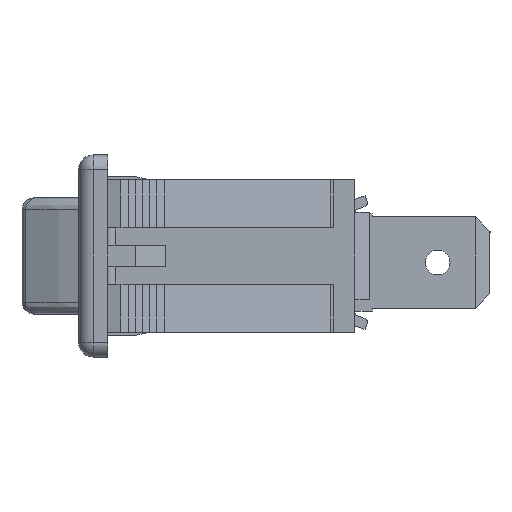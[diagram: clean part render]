
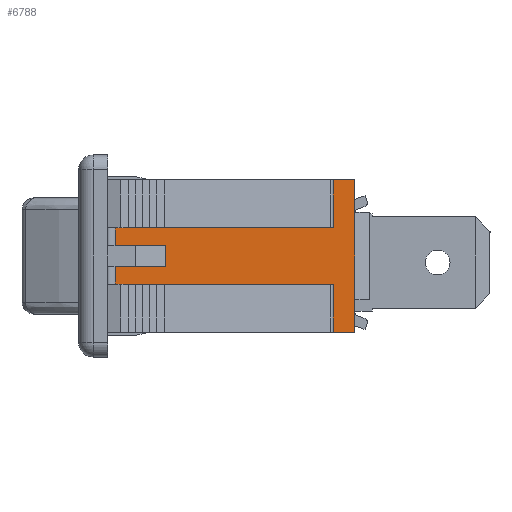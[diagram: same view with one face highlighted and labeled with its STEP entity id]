
A CAD part, left-side view. The second image highlights one B-rep face of the part: STEP entity #6788.
In plain terms, the highlighted planar face has unit normal (-1, 0, 0).
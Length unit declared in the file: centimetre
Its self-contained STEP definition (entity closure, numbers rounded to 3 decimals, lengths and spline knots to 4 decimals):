
#339=FACE_OUTER_BOUND('',#714,.T.);
#714=EDGE_LOOP('',(#4922,#4923,#4924,#4925,#4926,#4927,#4928,#4929,#4930,
#4931,#4932,#4933,#4934,#4935,#4936,#4937));
#1210=LINE('',#9846,#2079);
#1290=LINE('',#10042,#2159);
#1291=LINE('',#10044,#2160);
#1292=LINE('',#10046,#2161);
#1293=LINE('',#10048,#2162);
#1294=LINE('',#10050,#2163);
#1295=LINE('',#10052,#2164);
#1296=LINE('',#10054,#2165);
#1297=LINE('',#10056,#2166);
#1298=LINE('',#10057,#2167);
#1299=LINE('',#10059,#2168);
#1300=LINE('',#10061,#2169);
#1301=LINE('',#10063,#2170);
#1302=LINE('',#10065,#2171);
#1303=LINE('',#10067,#2172);
#1304=LINE('',#10068,#2173);
#2079=VECTOR('',#7975,100.);
#2159=VECTOR('',#8111,100.);
#2160=VECTOR('',#8112,100.);
#2161=VECTOR('',#8113,100.);
#2162=VECTOR('',#8114,100.);
#2163=VECTOR('',#8115,100.);
#2164=VECTOR('',#8116,100.);
#2165=VECTOR('',#8117,100.);
#2166=VECTOR('',#8118,100.);
#2167=VECTOR('',#8119,100.);
#2168=VECTOR('',#8120,100.);
#2169=VECTOR('',#8121,100.);
#2170=VECTOR('',#8122,100.);
#2171=VECTOR('',#8123,100.);
#2172=VECTOR('',#8124,100.);
#2173=VECTOR('',#8125,100.);
#2899=VERTEX_POINT('',#9844);
#2900=VERTEX_POINT('',#9845);
#2971=VERTEX_POINT('',#10040);
#2972=VERTEX_POINT('',#10041);
#2973=VERTEX_POINT('',#10043);
#2974=VERTEX_POINT('',#10045);
#2975=VERTEX_POINT('',#10047);
#2976=VERTEX_POINT('',#10049);
#2977=VERTEX_POINT('',#10051);
#2978=VERTEX_POINT('',#10053);
#2979=VERTEX_POINT('',#10055);
#2980=VERTEX_POINT('',#10058);
#2981=VERTEX_POINT('',#10060);
#2982=VERTEX_POINT('',#10062);
#2983=VERTEX_POINT('',#10064);
#2984=VERTEX_POINT('',#10066);
#3615=EDGE_CURVE('',#2899,#2900,#1210,.T.);
#3706=EDGE_CURVE('',#2971,#2972,#1290,.T.);
#3707=EDGE_CURVE('',#2972,#2973,#1291,.T.);
#3708=EDGE_CURVE('',#2974,#2973,#1292,.T.);
#3709=EDGE_CURVE('',#2974,#2975,#1293,.T.);
#3710=EDGE_CURVE('',#2975,#2976,#1294,.T.);
#3711=EDGE_CURVE('',#2977,#2976,#1295,.T.);
#3712=EDGE_CURVE('',#2978,#2977,#1296,.T.);
#3713=EDGE_CURVE('',#2978,#2979,#1297,.T.);
#3714=EDGE_CURVE('',#2979,#2900,#1298,.T.);
#3715=EDGE_CURVE('',#2980,#2899,#1299,.T.);
#3716=EDGE_CURVE('',#2980,#2981,#1300,.T.);
#3717=EDGE_CURVE('',#2981,#2982,#1301,.T.);
#3718=EDGE_CURVE('',#2983,#2982,#1302,.T.);
#3719=EDGE_CURVE('',#2984,#2983,#1303,.T.);
#3720=EDGE_CURVE('',#2984,#2971,#1304,.T.);
#4922=ORIENTED_EDGE('',*,*,#3706,.T.);
#4923=ORIENTED_EDGE('',*,*,#3707,.T.);
#4924=ORIENTED_EDGE('',*,*,#3708,.F.);
#4925=ORIENTED_EDGE('',*,*,#3709,.T.);
#4926=ORIENTED_EDGE('',*,*,#3710,.T.);
#4927=ORIENTED_EDGE('',*,*,#3711,.F.);
#4928=ORIENTED_EDGE('',*,*,#3712,.F.);
#4929=ORIENTED_EDGE('',*,*,#3713,.T.);
#4930=ORIENTED_EDGE('',*,*,#3714,.T.);
#4931=ORIENTED_EDGE('',*,*,#3615,.F.);
#4932=ORIENTED_EDGE('',*,*,#3715,.F.);
#4933=ORIENTED_EDGE('',*,*,#3716,.T.);
#4934=ORIENTED_EDGE('',*,*,#3717,.T.);
#4935=ORIENTED_EDGE('',*,*,#3718,.F.);
#4936=ORIENTED_EDGE('',*,*,#3719,.F.);
#4937=ORIENTED_EDGE('',*,*,#3720,.T.);
#6474=PLANE('',#7205);
#6788=ADVANCED_FACE('',(#339),#6474,.F.);
#7205=AXIS2_PLACEMENT_3D('',#10039,#8109,#8110);
#7975=DIRECTION('',(0.,0.,-1.));
#8109=DIRECTION('center_axis',(1.,0.,0.));
#8110=DIRECTION('ref_axis',(0.,0.,-1.));
#8111=DIRECTION('',(0.,-1.,0.));
#8112=DIRECTION('',(0.,0.,-1.));
#8113=DIRECTION('',(0.,-1.,0.));
#8114=DIRECTION('',(0.,0.,-1.));
#8115=DIRECTION('',(0.,-1.,0.));
#8116=DIRECTION('',(0.,0.,-1.));
#8117=DIRECTION('',(0.,1.,0.));
#8118=DIRECTION('',(0.,0.,-1.));
#8119=DIRECTION('',(0.,-1.,0.));
#8120=DIRECTION('',(0.,-1.,0.));
#8121=DIRECTION('',(0.,0.,-1.));
#8122=DIRECTION('',(0.,1.,0.));
#8123=DIRECTION('',(0.,0.,-1.));
#8124=DIRECTION('',(0.,-1.,0.));
#8125=DIRECTION('',(0.,0.,-1.));
#9844=CARTESIAN_POINT('',(-1.385,-1.7,0.525));
#9845=CARTESIAN_POINT('',(-1.385,-1.7,-0.525));
#9846=CARTESIAN_POINT('',(-1.385,-1.7,0.525));
#10039=CARTESIAN_POINT('Origin',(-1.385,-34.1122,0.525));
#10040=CARTESIAN_POINT('',(-1.385,-0.05,0.075));
#10041=CARTESIAN_POINT('',(-1.385,-0.4,0.075));
#10042=CARTESIAN_POINT('',(-1.385,-0.4,0.075));
#10043=CARTESIAN_POINT('',(-1.385,-0.4,-0.075));
#10044=CARTESIAN_POINT('',(-1.385,-0.4,0.075));
#10045=CARTESIAN_POINT('',(-1.385,-0.05,-0.075));
#10046=CARTESIAN_POINT('',(-1.385,-0.4,-0.075));
#10047=CARTESIAN_POINT('',(-1.385,-0.05,-0.525));
#10048=CARTESIAN_POINT('',(-1.385,-0.05,0.525));
#10049=CARTESIAN_POINT('',(-1.385,-1.3342,-0.525));
#10050=CARTESIAN_POINT('',(-1.385,-34.1122,-0.525));
#10051=CARTESIAN_POINT('',(-1.385,-1.3342,-0.195));
#10052=CARTESIAN_POINT('',(-1.385,-1.3342,0.525));
#10053=CARTESIAN_POINT('',(-1.385,-1.55,-0.195));
#10054=CARTESIAN_POINT('',(-1.385,-1.3342,-0.195));
#10055=CARTESIAN_POINT('',(-1.385,-1.55,-0.525));
#10056=CARTESIAN_POINT('',(-1.385,-1.55,0.525));
#10057=CARTESIAN_POINT('',(-1.385,-34.1122,-0.525));
#10058=CARTESIAN_POINT('',(-1.385,-1.55,0.525));
#10059=CARTESIAN_POINT('',(-1.385,-34.1122,0.525));
#10060=CARTESIAN_POINT('',(-1.385,-1.55,0.195));
#10061=CARTESIAN_POINT('',(-1.385,-1.55,0.525));
#10062=CARTESIAN_POINT('',(-1.385,-1.3342,0.195));
#10063=CARTESIAN_POINT('',(-1.385,-1.3342,0.195));
#10064=CARTESIAN_POINT('',(-1.385,-1.3342,0.525));
#10065=CARTESIAN_POINT('',(-1.385,-1.3342,0.525));
#10066=CARTESIAN_POINT('',(-1.385,-0.05,0.525));
#10067=CARTESIAN_POINT('',(-1.385,-34.1122,0.525));
#10068=CARTESIAN_POINT('',(-1.385,-0.05,0.525));
